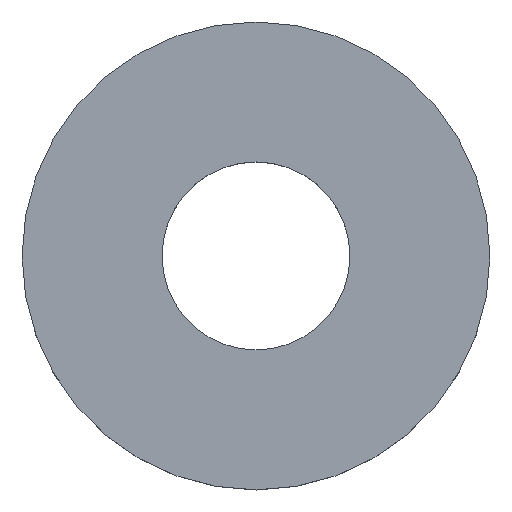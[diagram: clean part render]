
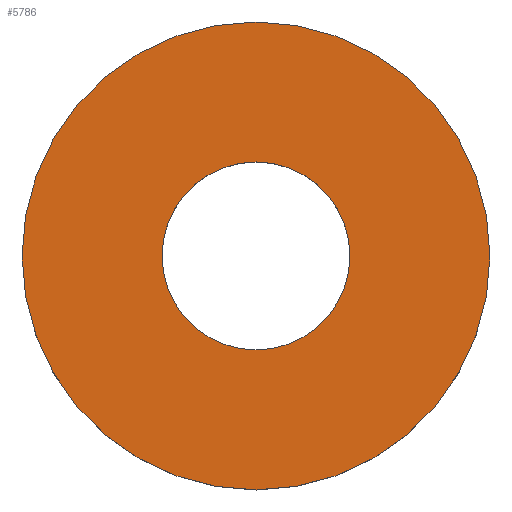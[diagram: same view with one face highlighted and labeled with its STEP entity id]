
A CAD part, top view. The second image highlights one B-rep face of the part: STEP entity #5786.
In plain terms, the highlighted planar face has unit normal (0, 0, 1).
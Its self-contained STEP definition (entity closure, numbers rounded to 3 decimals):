
#21=PLANE('',#6707);
#2125=ORIENTED_EDGE('',*,*,#3337,.T.);
#2126=ORIENTED_EDGE('',*,*,#3338,.T.);
#3337=EDGE_CURVE('',#3943,#3943,#4549,.T.);
#3338=EDGE_CURVE('',#3944,#3944,#4550,.T.);
#3943=VERTEX_POINT('',#10652);
#3944=VERTEX_POINT('',#10654);
#4549=CIRCLE('',#6708,7.5);
#4550=CIRCLE('',#6709,18.669);
#4856=EDGE_LOOP('',(#2125));
#4857=EDGE_LOOP('',(#2126));
#5170=FACE_BOUND('',#4856,.T.);
#5171=FACE_BOUND('',#4857,.T.);
#5786=ADVANCED_FACE('',(#5170,#5171),#21,.T.);
#6707=AXIS2_PLACEMENT_3D('',#10650,#8824,#8825);
#6708=AXIS2_PLACEMENT_3D('',#10651,#8826,#8827);
#6709=AXIS2_PLACEMENT_3D('',#10653,#8828,#8829);
#8824=DIRECTION('',(0.,0.,1.));
#8825=DIRECTION('',(1.,0.,0.));
#8826=DIRECTION('',(0.,0.,-1.));
#8827=DIRECTION('',(0.,1.,0.));
#8828=DIRECTION('',(0.,0.,1.));
#8829=DIRECTION('',(0.,1.,0.));
#10650=CARTESIAN_POINT('',(0.,0.,-2.611));
#10651=CARTESIAN_POINT('',(0.,0.,-2.611));
#10652=CARTESIAN_POINT('',(0.,7.5,-2.611));
#10653=CARTESIAN_POINT('',(0.,0.,-2.611));
#10654=CARTESIAN_POINT('',(0.,18.669,-2.611));
